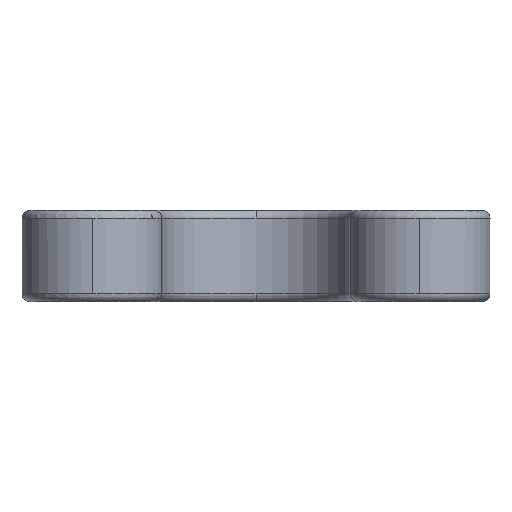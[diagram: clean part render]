
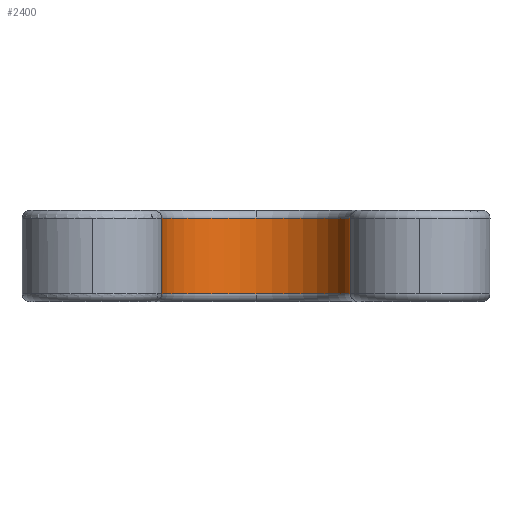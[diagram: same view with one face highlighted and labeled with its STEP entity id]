
A CAD part, left-side view. The second image highlights one B-rep face of the part: STEP entity #2400.
In plain terms, the highlighted cylindrical face has radius 6 mm (diameter 12 mm), a partial arc.
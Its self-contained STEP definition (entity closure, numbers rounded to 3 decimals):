
#71 = EDGE_CURVE ( 'NONE', #1403, #922, #2760, .T. ) ;
#109 = DIRECTION ( 'NONE',  ( 0., 0., -1. ) ) ;
#123 = CARTESIAN_POINT ( 'NONE',  ( -12., 0., 5.3 ) ) ;
#154 = CIRCLE ( 'NONE', #827, 6. ) ;
#167 = ORIENTED_EDGE ( 'NONE', *, *, #2460, .T. ) ;
#376 = CARTESIAN_POINT ( 'NONE',  ( -12., 0., 5.3 ) ) ;
#476 = EDGE_CURVE ( 'NONE', #1250, #3075, #2001, .T. ) ;
#750 = ORIENTED_EDGE ( 'NONE', *, *, #71, .T. ) ;
#762 = CARTESIAN_POINT ( 'NONE',  ( -12., 0., 0.5 ) ) ;
#827 = AXIS2_PLACEMENT_3D ( 'NONE', #376, #2506, #3024 ) ;
#839 = ORIENTED_EDGE ( 'NONE', *, *, #933, .T. ) ;
#847 = VERTEX_POINT ( 'NONE', #2698 ) ;
#856 = DIRECTION ( 'NONE',  ( 1., 0., 0. ) ) ;
#893 = CYLINDRICAL_SURFACE ( 'NONE', #3054, 6. ) ;
#896 = CARTESIAN_POINT ( 'NONE',  ( -12., 0., 0.5 ) ) ;
#922 = VERTEX_POINT ( 'NONE', #2018 ) ;
#933 = EDGE_CURVE ( 'NONE', #3075, #1403, #154, .T. ) ;
#972 = DIRECTION ( 'NONE',  ( 0., 0., -1. ) ) ;
#1008 = CARTESIAN_POINT ( 'NONE',  ( -12., -6., 0.5 ) ) ;
#1012 = CARTESIAN_POINT ( 'NONE',  ( -12., -6., 5.3 ) ) ;
#1029 = EDGE_CURVE ( 'NONE', #1250, #1777, #1342, .T. ) ;
#1158 = VECTOR ( 'NONE', #972, 1000. ) ;
#1250 = VERTEX_POINT ( 'NONE', #1012 ) ;
#1272 = ORIENTED_EDGE ( 'NONE', *, *, #1029, .F. ) ;
#1342 = LINE ( 'NONE', #2987, #2029 ) ;
#1364 = DIRECTION ( 'NONE',  ( 0., 0., -1. ) ) ;
#1403 = VERTEX_POINT ( 'NONE', #2049 ) ;
#1432 = DIRECTION ( 'NONE',  ( 1., 0., 0. ) ) ;
#1463 = CIRCLE ( 'NONE', #3085, 6. ) ;
#1685 = DIRECTION ( 'NONE',  ( 0., 0., -1. ) ) ;
#1740 = EDGE_CURVE ( 'NONE', #922, #847, #1463, .T. ) ;
#1777 = VERTEX_POINT ( 'NONE', #1008 ) ;
#1854 = DIRECTION ( 'NONE',  ( 0., 0., 1. ) ) ;
#1888 = AXIS2_PLACEMENT_3D ( 'NONE', #123, #1854, #1432 ) ;
#1909 = ORIENTED_EDGE ( 'NONE', *, *, #476, .T. ) ;
#2001 = CIRCLE ( 'NONE', #1888, 6. ) ;
#2018 = CARTESIAN_POINT ( 'NONE',  ( -12., 6., 0.5 ) ) ;
#2029 = VECTOR ( 'NONE', #109, 1000. ) ;
#2049 = CARTESIAN_POINT ( 'NONE',  ( -12., 6., 5.3 ) ) ;
#2051 = DIRECTION ( 'NONE',  ( -1., 0., 0. ) ) ;
#2136 = FACE_OUTER_BOUND ( 'NONE', #2482, .T. ) ;
#2168 = CARTESIAN_POINT ( 'NONE',  ( -12., 6., 2.5 ) ) ;
#2396 = CARTESIAN_POINT ( 'NONE',  ( -6., 0., 5.3 ) ) ;
#2400 = ADVANCED_FACE ( 'NONE', ( #2136 ), #893, .F. ) ;
#2420 = DIRECTION ( 'NONE',  ( 1., 0., 0. ) ) ;
#2460 = EDGE_CURVE ( 'NONE', #847, #1777, #2494, .T. ) ;
#2482 = EDGE_LOOP ( 'NONE', ( #1272, #1909, #839, #750, #2510, #167 ) ) ;
#2494 = CIRCLE ( 'NONE', #2578, 6. ) ;
#2506 = DIRECTION ( 'NONE',  ( 0., 0., 1. ) ) ;
#2510 = ORIENTED_EDGE ( 'NONE', *, *, #1740, .T. ) ;
#2525 = CARTESIAN_POINT ( 'NONE',  ( -12., 0., 2.5 ) ) ;
#2578 = AXIS2_PLACEMENT_3D ( 'NONE', #896, #1364, #856 ) ;
#2698 = CARTESIAN_POINT ( 'NONE',  ( -6., 0., 0.5 ) ) ;
#2760 = LINE ( 'NONE', #2168, #1158 ) ;
#2987 = CARTESIAN_POINT ( 'NONE',  ( -12., -6., 2.5 ) ) ;
#3005 = DIRECTION ( 'NONE',  ( 0., 0., -1. ) ) ;
#3024 = DIRECTION ( 'NONE',  ( 1., 0., 0. ) ) ;
#3054 = AXIS2_PLACEMENT_3D ( 'NONE', #2525, #3005, #2051 ) ;
#3075 = VERTEX_POINT ( 'NONE', #2396 ) ;
#3085 = AXIS2_PLACEMENT_3D ( 'NONE', #762, #1685, #2420 ) ;
